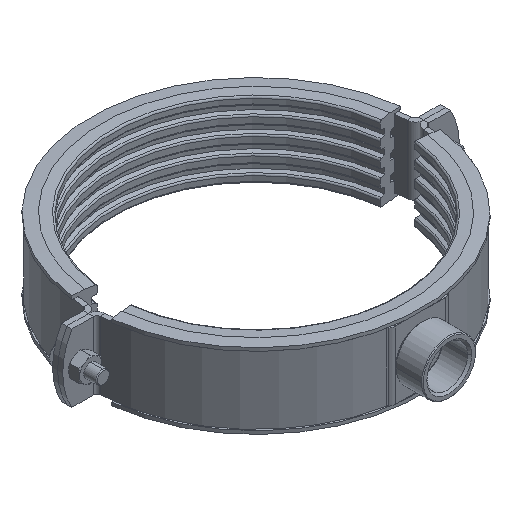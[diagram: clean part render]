
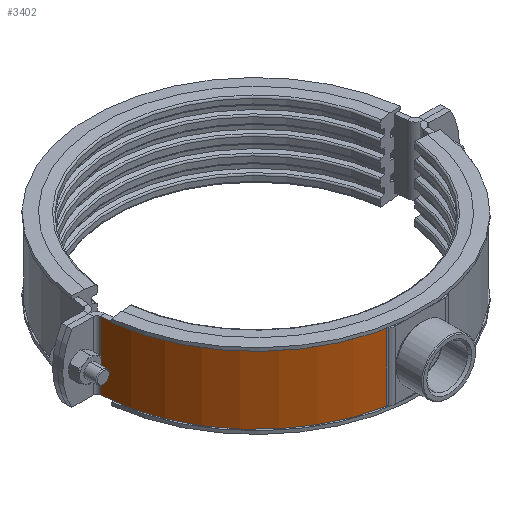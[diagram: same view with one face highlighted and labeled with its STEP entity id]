
A CAD part, isometric view. The second image highlights one B-rep face of the part: STEP entity #3402.
In plain terms, the highlighted cylindrical face has radius 97 mm (diameter 194 mm), a partial arc.
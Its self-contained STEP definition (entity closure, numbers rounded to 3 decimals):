
#132 = EDGE_LOOP ( 'NONE', ( #3644, #1114, #5482, #4075 ) ) ;
#153 = CARTESIAN_POINT ( 'NONE',  ( 0., 0., 20. ) ) ;
#203 = CARTESIAN_POINT ( 'NONE',  ( 0., 0., 20. ) ) ;
#348 = VERTEX_POINT ( 'NONE', #839 ) ;
#785 = DIRECTION ( 'NONE',  ( 1., 0., 0. ) ) ;
#799 = CARTESIAN_POINT ( 'NONE',  ( -18.086, -95.299, 20. ) ) ;
#839 = CARTESIAN_POINT ( 'NONE',  ( -18.086, -95.299, -20. ) ) ;
#1114 = ORIENTED_EDGE ( 'NONE', *, *, #4162, .F. ) ;
#1301 = CARTESIAN_POINT ( 'NONE',  ( 0., 0., -20. ) ) ;
#1639 = LINE ( 'NONE', #6828, #6318 ) ;
#1848 = DIRECTION ( 'NONE',  ( 0., 0., -1. ) ) ;
#1870 = DIRECTION ( 'NONE',  ( 1., 0., 0. ) ) ;
#2127 = DIRECTION ( 'NONE',  ( 0., 0., -1. ) ) ;
#2206 = EDGE_CURVE ( 'NONE', #348, #5163, #4651, .T. ) ;
#2351 = LINE ( 'NONE', #4664, #3293 ) ;
#2502 = VERTEX_POINT ( 'NONE', #799 ) ;
#2644 = VERTEX_POINT ( 'NONE', #4886 ) ;
#2823 = CIRCLE ( 'NONE', #5700, 97. ) ;
#3106 = AXIS2_PLACEMENT_3D ( 'NONE', #1301, #1848, #785 ) ;
#3293 = VECTOR ( 'NONE', #4063, 1000. ) ;
#3402 = ADVANCED_FACE ( 'NONE', ( #5930 ), #3564, .T. ) ;
#3564 = CYLINDRICAL_SURFACE ( 'NONE', #6983, 97. ) ;
#3644 = ORIENTED_EDGE ( 'NONE', *, *, #2206, .F. ) ;
#4063 = DIRECTION ( 'NONE',  ( 0., 0., -1. ) ) ;
#4075 = ORIENTED_EDGE ( 'NONE', *, *, #6272, .T. ) ;
#4162 = EDGE_CURVE ( 'NONE', #2502, #348, #2351, .T. ) ;
#4205 = EDGE_CURVE ( 'NONE', #2502, #2644, #2823, .T. ) ;
#4336 = CARTESIAN_POINT ( 'NONE',  ( -96.876, -4.899, -20. ) ) ;
#4651 = CIRCLE ( 'NONE', #3106, 97. ) ;
#4664 = CARTESIAN_POINT ( 'NONE',  ( -18.086, -95.299, 20. ) ) ;
#4886 = CARTESIAN_POINT ( 'NONE',  ( -96.876, -4.899, 20. ) ) ;
#5163 = VERTEX_POINT ( 'NONE', #4336 ) ;
#5482 = ORIENTED_EDGE ( 'NONE', *, *, #4205, .T. ) ;
#5700 = AXIS2_PLACEMENT_3D ( 'NONE', #153, #5837, #1870 ) ;
#5837 = DIRECTION ( 'NONE',  ( 0., 0., -1. ) ) ;
#5930 = FACE_OUTER_BOUND ( 'NONE', #132, .T. ) ;
#6272 = EDGE_CURVE ( 'NONE', #2644, #5163, #1639, .T. ) ;
#6318 = VECTOR ( 'NONE', #2127, 1000. ) ;
#6523 = DIRECTION ( 'NONE',  ( -1., 0., 0. ) ) ;
#6828 = CARTESIAN_POINT ( 'NONE',  ( -96.876, -4.899, 20. ) ) ;
#6983 = AXIS2_PLACEMENT_3D ( 'NONE', #203, #7004, #6523 ) ;
#7004 = DIRECTION ( 'NONE',  ( 0., 0., -1. ) ) ;
